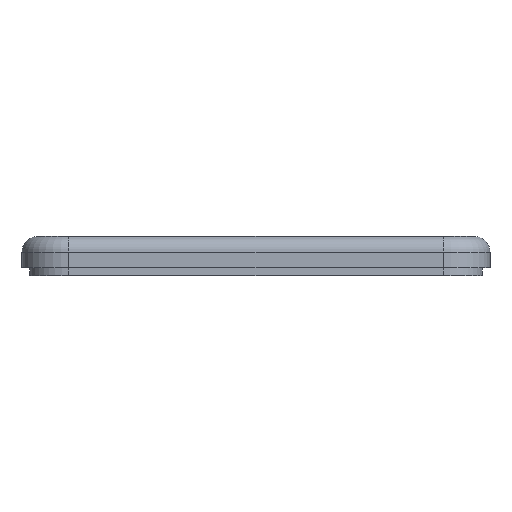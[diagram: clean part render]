
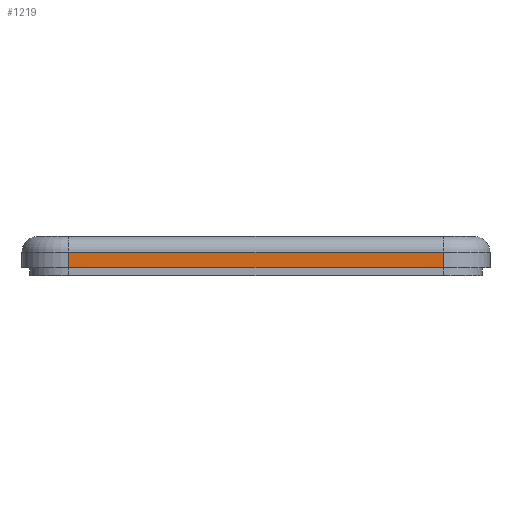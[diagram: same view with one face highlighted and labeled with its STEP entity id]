
A CAD part, front view. The second image highlights one B-rep face of the part: STEP entity #1219.
In plain terms, the highlighted planar face has unit normal (0, -1, 0).
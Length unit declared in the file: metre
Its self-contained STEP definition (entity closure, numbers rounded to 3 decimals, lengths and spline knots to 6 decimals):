
#120=ORIENTED_EDGE('',*,*,#479,.T.);
#121=ORIENTED_EDGE('',*,*,#480,.T.);
#122=ORIENTED_EDGE('',*,*,#476,.F.);
#123=ORIENTED_EDGE('',*,*,#481,.F.);
#476=EDGE_CURVE('',#656,#657,#768,.T.);
#479=EDGE_CURVE('',#658,#659,#769,.T.);
#480=EDGE_CURVE('',#659,#657,#770,.T.);
#481=EDGE_CURVE('',#658,#656,#771,.T.);
#656=VERTEX_POINT('',#1848);
#657=VERTEX_POINT('',#1849);
#658=VERTEX_POINT('',#1854);
#659=VERTEX_POINT('',#1855);
#768=LINE('',#1847,#908);
#769=LINE('',#1853,#909);
#770=LINE('',#1856,#910);
#771=LINE('',#1857,#911);
#908=VECTOR('',#1457,1.);
#909=VECTOR('',#1464,1.);
#910=VECTOR('',#1465,1.);
#911=VECTOR('',#1466,1.);
#1020=EDGE_LOOP('',(#120,#121,#122,#123));
#1100=FACE_BOUND('',#1020,.T.);
#1174=PLANE('',#1306);
#1219=ADVANCED_FACE('',(#1100),#1174,.F.);
#1306=AXIS2_PLACEMENT_3D('',#1852,#1462,#1463);
#1457=DIRECTION('',(0.,0.,1.));
#1462=DIRECTION('',(0.,1.,0.));
#1463=DIRECTION('',(0.,0.,1.));
#1464=DIRECTION('',(0.,0.,1.));
#1465=DIRECTION('',(-1.,0.,0.));
#1466=DIRECTION('',(-1.,0.,0.));
#1847=CARTESIAN_POINT('',(-0.03048,-0.05334,-0.00254));
#1848=CARTESIAN_POINT('',(-0.03048,-0.05334,-0.00508));
#1849=CARTESIAN_POINT('',(-0.03048,-0.05334,-0.00254));
#1852=CARTESIAN_POINT('',(0.,-0.05334,-0.00254));
#1853=CARTESIAN_POINT('',(0.03048,-0.05334,-0.00254));
#1854=CARTESIAN_POINT('',(0.03048,-0.05334,-0.00508));
#1855=CARTESIAN_POINT('',(0.03048,-0.05334,-0.00254));
#1856=CARTESIAN_POINT('',(-0.03048,-0.05334,-0.00254));
#1857=CARTESIAN_POINT('',(0.,-0.05334,-0.00508));
